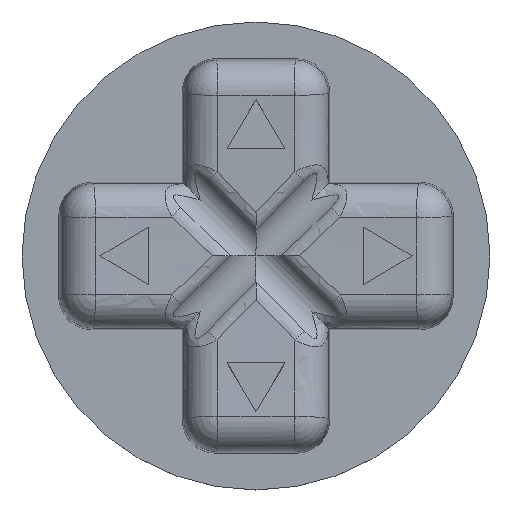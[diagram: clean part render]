
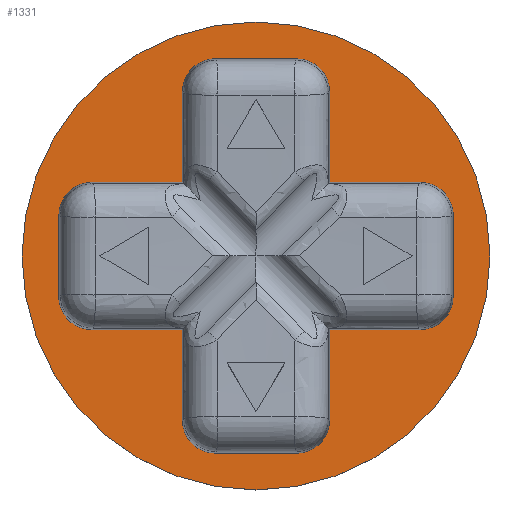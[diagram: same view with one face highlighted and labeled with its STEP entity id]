
A CAD part, top view. The second image highlights one B-rep face of the part: STEP entity #1331.
In plain terms, the highlighted planar face has unit normal (0, 0, 1).
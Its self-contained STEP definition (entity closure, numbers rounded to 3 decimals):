
#20=LINE('',#3081,#77);
#24=LINE('',#3130,#81);
#28=LINE('',#3144,#85);
#31=LINE('',#3149,#88);
#34=LINE('',#3157,#91);
#37=LINE('',#3170,#94);
#39=LINE('',#3174,#96);
#42=LINE('',#3182,#99);
#45=LINE('',#3202,#102);
#47=LINE('',#3206,#104);
#49=LINE('',#3212,#106);
#62=LINE('',#3245,#119);
#77=VECTOR('',#1660,10.);
#81=VECTOR('',#1718,10.);
#85=VECTOR('',#1734,10.);
#88=VECTOR('',#1739,10.);
#91=VECTOR('',#1748,10.);
#94=VECTOR('',#1765,10.);
#96=VECTOR('',#1769,10.);
#99=VECTOR('',#1778,10.);
#102=VECTOR('',#1805,10.);
#104=VECTOR('',#1809,10.);
#106=VECTOR('',#1817,10.);
#119=VECTOR('',#1850,10.);
#161=PLANE('',#1509);
#179=FACE_BOUND('',#390,.T.);
#197=ELLIPSE('',#1437,2.002,2.);
#199=ELLIPSE('',#1449,2.002,2.);
#200=ELLIPSE('',#1455,2.002,2.);
#201=ELLIPSE('',#1459,2.002,2.);
#202=ELLIPSE('',#1466,2.002,2.);
#203=ELLIPSE('',#1470,2.002,2.);
#204=ELLIPSE('',#1482,2.002,2.);
#205=ELLIPSE('',#1485,2.002,2.);
#301=FACE_OUTER_BOUND('',#389,.T.);
#389=EDGE_LOOP('',(#1210));
#390=EDGE_LOOP('',(#1211,#1212,#1213,#1214,#1215,#1216,#1217,#1218,#1219,
#1220,#1221,#1222,#1223,#1224,#1225,#1226,#1227,#1228,#1229,#1230));
#475=CIRCLE('',#1507,14.2);
#590=VERTEX_POINT('',#3078);
#591=VERTEX_POINT('',#3080);
#601=VERTEX_POINT('',#3113);
#602=VERTEX_POINT('',#3115);
#605=VERTEX_POINT('',#3129);
#606=VERTEX_POINT('',#3134);
#607=VERTEX_POINT('',#3136);
#609=VERTEX_POINT('',#3143);
#610=VERTEX_POINT('',#3147);
#611=VERTEX_POINT('',#3151);
#612=VERTEX_POINT('',#3155);
#613=VERTEX_POINT('',#3160);
#614=VERTEX_POINT('',#3162);
#616=VERTEX_POINT('',#3172);
#617=VERTEX_POINT('',#3176);
#618=VERTEX_POINT('',#3180);
#621=VERTEX_POINT('',#3187);
#622=VERTEX_POINT('',#3189);
#624=VERTEX_POINT('',#3204);
#625=VERTEX_POINT('',#3208);
#640=VERTEX_POINT('',#3275);
#743=EDGE_CURVE('',#591,#590,#20,.T.);
#759=EDGE_CURVE('',#601,#602,#197,.F.);
#766=EDGE_CURVE('',#605,#602,#24,.T.);
#770=EDGE_CURVE('',#606,#607,#199,.F.);
#773=EDGE_CURVE('',#609,#607,#28,.T.);
#776=EDGE_CURVE('',#606,#610,#31,.T.);
#778=EDGE_CURVE('',#611,#610,#200,.F.);
#780=EDGE_CURVE('',#611,#612,#34,.T.);
#783=EDGE_CURVE('',#613,#614,#201,.F.);
#786=EDGE_CURVE('',#612,#614,#37,.T.);
#788=EDGE_CURVE('',#613,#616,#39,.T.);
#790=EDGE_CURVE('',#617,#616,#202,.F.);
#792=EDGE_CURVE('',#617,#618,#42,.T.);
#795=EDGE_CURVE('',#621,#622,#203,.F.);
#802=EDGE_CURVE('',#618,#622,#45,.T.);
#804=EDGE_CURVE('',#621,#624,#47,.T.);
#806=EDGE_CURVE('',#625,#624,#204,.F.);
#807=EDGE_CURVE('',#625,#591,#49,.T.);
#808=EDGE_CURVE('',#605,#590,#205,.F.);
#823=EDGE_CURVE('',#601,#609,#62,.T.);
#836=EDGE_CURVE('',#640,#640,#475,.T.);
#1210=ORIENTED_EDGE('',*,*,#836,.T.);
#1211=ORIENTED_EDGE('',*,*,#780,.T.);
#1212=ORIENTED_EDGE('',*,*,#786,.T.);
#1213=ORIENTED_EDGE('',*,*,#783,.F.);
#1214=ORIENTED_EDGE('',*,*,#788,.T.);
#1215=ORIENTED_EDGE('',*,*,#790,.F.);
#1216=ORIENTED_EDGE('',*,*,#792,.T.);
#1217=ORIENTED_EDGE('',*,*,#802,.T.);
#1218=ORIENTED_EDGE('',*,*,#795,.F.);
#1219=ORIENTED_EDGE('',*,*,#804,.T.);
#1220=ORIENTED_EDGE('',*,*,#806,.F.);
#1221=ORIENTED_EDGE('',*,*,#807,.T.);
#1222=ORIENTED_EDGE('',*,*,#743,.T.);
#1223=ORIENTED_EDGE('',*,*,#808,.F.);
#1224=ORIENTED_EDGE('',*,*,#766,.T.);
#1225=ORIENTED_EDGE('',*,*,#759,.F.);
#1226=ORIENTED_EDGE('',*,*,#823,.T.);
#1227=ORIENTED_EDGE('',*,*,#773,.T.);
#1228=ORIENTED_EDGE('',*,*,#770,.F.);
#1229=ORIENTED_EDGE('',*,*,#776,.T.);
#1230=ORIENTED_EDGE('',*,*,#778,.F.);
#1331=ADVANCED_FACE('',(#301,#179),#161,.T.);
#1437=AXIS2_PLACEMENT_3D('',#3116,#1697,#1698);
#1449=AXIS2_PLACEMENT_3D('',#3137,#1725,#1726);
#1455=AXIS2_PLACEMENT_3D('',#3153,#1743,#1744);
#1459=AXIS2_PLACEMENT_3D('',#3163,#1754,#1755);
#1466=AXIS2_PLACEMENT_3D('',#3178,#1773,#1774);
#1470=AXIS2_PLACEMENT_3D('',#3190,#1784,#1785);
#1482=AXIS2_PLACEMENT_3D('',#3210,#1813,#1814);
#1485=AXIS2_PLACEMENT_3D('',#3214,#1820,#1821);
#1507=AXIS2_PLACEMENT_3D('',#3276,#1889,#1890);
#1509=AXIS2_PLACEMENT_3D('',#3280,#1894,#1895);
#1660=DIRECTION('',(0.,1.,0.));
#1697=DIRECTION('center_axis',(0.,0.,-1.));
#1698=DIRECTION('ref_axis',(0.707,0.707,0.));
#1718=DIRECTION('',(1.,0.,0.));
#1725=DIRECTION('center_axis',(0.,0.,-1.));
#1726=DIRECTION('ref_axis',(0.707,0.707,0.));
#1734=DIRECTION('',(1.,0.,0.));
#1739=DIRECTION('',(0.,-1.,0.));
#1743=DIRECTION('center_axis',(0.,0.,-1.));
#1744=DIRECTION('ref_axis',(0.707,-0.707,0.));
#1748=DIRECTION('',(-1.,0.,0.));
#1754=DIRECTION('center_axis',(0.,0.,-1.));
#1755=DIRECTION('ref_axis',(0.707,-0.707,0.));
#1765=DIRECTION('',(0.,-1.,0.));
#1769=DIRECTION('',(-1.,0.,0.));
#1773=DIRECTION('center_axis',(0.,0.,-1.));
#1774=DIRECTION('ref_axis',(-0.707,-0.707,0.));
#1778=DIRECTION('',(0.,1.,0.));
#1784=DIRECTION('center_axis',(0.,0.,-1.));
#1785=DIRECTION('ref_axis',(-0.707,-0.707,0.));
#1805=DIRECTION('',(-1.,0.,0.));
#1809=DIRECTION('',(0.,1.,0.));
#1813=DIRECTION('center_axis',(0.,0.,-1.));
#1814=DIRECTION('ref_axis',(-0.707,0.707,0.));
#1817=DIRECTION('',(1.,0.,0.));
#1820=DIRECTION('center_axis',(0.,0.,-1.));
#1821=DIRECTION('ref_axis',(-0.707,0.707,0.));
#1850=DIRECTION('',(0.,-1.,0.));
#1889=DIRECTION('center_axis',(0.,0.,1.));
#1890=DIRECTION('ref_axis',(1.,0.,0.));
#1894=DIRECTION('center_axis',(0.,0.,1.));
#1895=DIRECTION('ref_axis',(1.,0.,0.));
#3078=CARTESIAN_POINT('',(-4.465,9.966,1.));
#3080=CARTESIAN_POINT('',(-4.465,4.465,1.));
#3081=CARTESIAN_POINT('',(-4.465,2.25,1.));
#3113=CARTESIAN_POINT('',(4.465,9.966,1.));
#3115=CARTESIAN_POINT('',(2.466,11.965,1.));
#3116=CARTESIAN_POINT('Origin',(2.464,9.964,1.));
#3129=CARTESIAN_POINT('',(-2.466,11.965,1.));
#3130=CARTESIAN_POINT('',(-2.25,11.965,1.));
#3134=CARTESIAN_POINT('',(11.965,2.466,1.));
#3136=CARTESIAN_POINT('',(9.966,4.465,1.));
#3137=CARTESIAN_POINT('Origin',(9.964,2.464,1.));
#3143=CARTESIAN_POINT('',(4.465,4.465,1.));
#3144=CARTESIAN_POINT('',(2.25,4.465,1.));
#3147=CARTESIAN_POINT('',(11.965,-2.466,1.));
#3149=CARTESIAN_POINT('',(11.965,2.25,1.));
#3151=CARTESIAN_POINT('',(9.966,-4.465,1.));
#3153=CARTESIAN_POINT('Origin',(9.964,-2.464,1.));
#3155=CARTESIAN_POINT('',(4.465,-4.465,1.));
#3157=CARTESIAN_POINT('',(6.,-4.465,1.));
#3160=CARTESIAN_POINT('',(2.466,-11.965,1.));
#3162=CARTESIAN_POINT('',(4.465,-9.966,1.));
#3163=CARTESIAN_POINT('Origin',(2.464,-9.964,1.));
#3170=CARTESIAN_POINT('',(4.465,-2.25,1.));
#3172=CARTESIAN_POINT('',(-2.466,-11.965,1.));
#3174=CARTESIAN_POINT('',(2.25,-11.965,1.));
#3176=CARTESIAN_POINT('',(-4.465,-9.966,1.));
#3178=CARTESIAN_POINT('Origin',(-2.464,-9.964,1.));
#3180=CARTESIAN_POINT('',(-4.465,-4.465,1.));
#3182=CARTESIAN_POINT('',(-4.465,-6.,1.));
#3187=CARTESIAN_POINT('',(-11.965,-2.466,1.));
#3189=CARTESIAN_POINT('',(-9.966,-4.465,1.));
#3190=CARTESIAN_POINT('Origin',(-9.964,-2.464,1.));
#3202=CARTESIAN_POINT('',(-2.25,-4.465,1.));
#3204=CARTESIAN_POINT('',(-11.965,2.466,1.));
#3206=CARTESIAN_POINT('',(-11.965,-2.25,1.));
#3208=CARTESIAN_POINT('',(-9.966,4.465,1.));
#3210=CARTESIAN_POINT('Origin',(-9.964,2.464,1.));
#3212=CARTESIAN_POINT('',(-6.,4.465,1.));
#3214=CARTESIAN_POINT('Origin',(-2.464,9.964,1.));
#3245=CARTESIAN_POINT('',(4.465,6.,1.));
#3275=CARTESIAN_POINT('',(-14.2,0.,1.));
#3276=CARTESIAN_POINT('Origin',(0.,0.,1.));
#3280=CARTESIAN_POINT('Origin',(0.,0.,1.));
